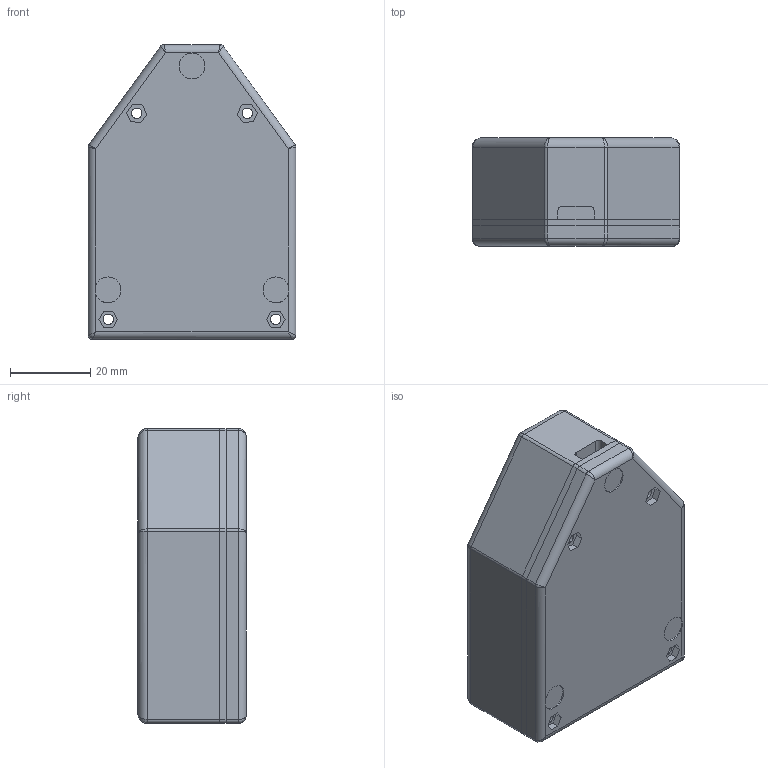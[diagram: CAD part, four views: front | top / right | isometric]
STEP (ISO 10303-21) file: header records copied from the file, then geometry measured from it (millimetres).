
FILE_DESCRIPTION(/* description */ (''),/* implementation_level */ '2;1');
FILE_NAME(/* name */ 'ReachBetween v21.step',/* time_stamp */ '2022-04-25T14:03:35-04:00',/* author */ (''),/* organization */ (''),/* preprocessor_version */ 'ST-DEVELOPER v18.1',/* originating_system */ 'Autodesk Translation Framework v10.14.0.1471',/* authorisation */ '');
FILE_SCHEMA (('AUTOMOTIVE_DESIGN { 1 0 10303 214 3 1 1 }'));
Length unit declared in the file: millimetre
Products named in the file (4): ReachBetween; Top case; Circuit board; Bottom case
Assembly tree (3 placements, depth 2):
  ReachBetween
    Top case
    Circuit board
    Bottom case
Bounding box: 51.78 x 27 x 73.49 mm (x, y, z)
Volume: 83506.5 mm3; surface area: 28162.9 mm2
Topology: 3 solids, 3 shells, 157 faces, 378 edges, 232 vertices
Faces by surface type: plane 79, cylinder 66, bspline 12
Full cylindrical faces by diameter (mm): 2.3 x1, 2.6 x12, 4.4 x4, 4.924 x4, 5 x1, 6 x1, 6.35 x1, 6.45 x3, 17 x3
Entity records: 4901 total; most frequent: CARTESIAN_POINT 1049, DIRECTION 800, ORIENTED_EDGE 732, EDGE_CURVE 366, AXIS2_PLACEMENT_3D 285, VERTEX_POINT 232, LINE 230, VECTOR 230
